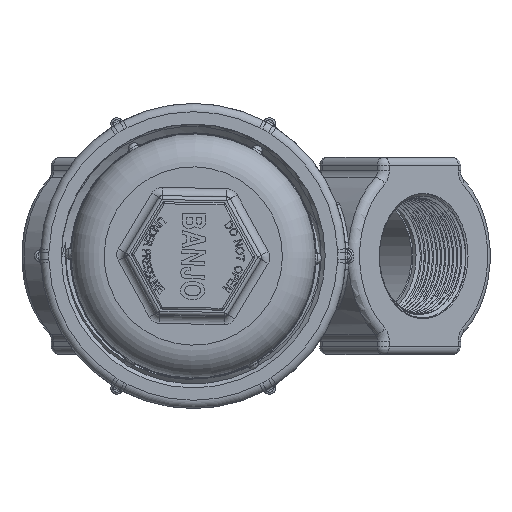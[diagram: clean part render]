
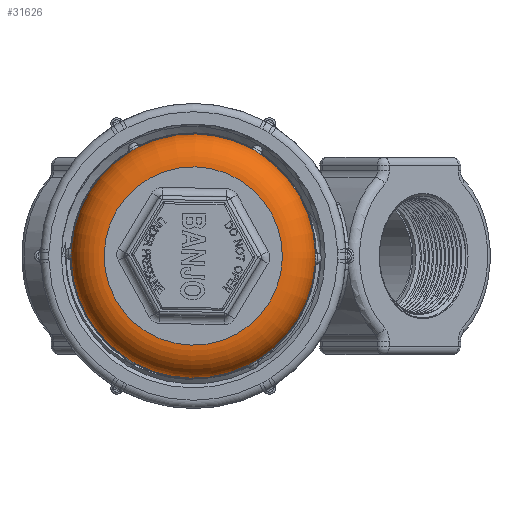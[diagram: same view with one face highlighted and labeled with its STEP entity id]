
A CAD part, front view. The second image highlights one B-rep face of the part: STEP entity #31626.
In plain terms, the highlighted toroidal (fillet/blend) face has major radius 34.319 mm and minor radius 12.7 mm.
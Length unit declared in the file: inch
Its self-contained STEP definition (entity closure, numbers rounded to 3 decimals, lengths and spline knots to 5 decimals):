
#269=TOROIDAL_SURFACE('',#34482,1.35115,0.5);
#2869=FACE_OUTER_BOUND('',#4768,.T.);
#4768=EDGE_LOOP('',(#24413,#24414,#24415,#24416,#24417,#24418,#24419,#24420,
#24421,#24422,#24423,#24424,#24425,#24426,#24427,#24428,#24429,#24430));
#6385=CIRCLE('',#34204,1.85115);
#6386=CIRCLE('',#34205,1.85115);
#6387=CIRCLE('',#34206,1.85115);
#6388=CIRCLE('',#34207,1.85115);
#6389=CIRCLE('',#34208,1.85115);
#6390=CIRCLE('',#34209,1.85115);
#6391=CIRCLE('',#34210,1.85115);
#6421=CIRCLE('',#34260,1.35115);
#6422=CIRCLE('',#34261,1.35115);
#6542=CIRCLE('',#34483,0.5);
#7224=B_SPLINE_CURVE_WITH_KNOTS('',3,(#59441,#59442,#59443,#59444,#59445,
#59446),.UNSPECIFIED.,.F.,.F.,(4,1,1,4),(-0.63023,-0.45016,
-0.2701,0.),.UNSPECIFIED.);
#7227=B_SPLINE_CURVE_WITH_KNOTS('',3,(#59496,#59497,#59498,#59499,#59500,
#59501),.UNSPECIFIED.,.F.,.F.,(4,1,1,4),(-0.63023,-0.45016,
-0.2701,0.),.UNSPECIFIED.);
#7228=B_SPLINE_CURVE_WITH_KNOTS('',3,(#59503,#59504,#59505,#59506,#59507),
 .UNSPECIFIED.,.F.,.F.,(4,1,4),(-2.66043,-2.6155,-2.3454),
 .UNSPECIFIED.);
#7229=B_SPLINE_CURVE_WITH_KNOTS('',3,(#59509,#59510,#59511,#59512,#59513),
 .UNSPECIFIED.,.F.,.F.,(4,1,4),(-2.97563,-2.79557,-2.66043),
 .UNSPECIFIED.);
#7230=B_SPLINE_CURVE_WITH_KNOTS('',3,(#59514,#59515,#59516,#59517,#59518,
#59519),.UNSPECIFIED.,.F.,.F.,(4,1,1,4),(-2.97563,-2.79557,
-2.6155,-2.3454),.UNSPECIFIED.);
#7231=B_SPLINE_CURVE_WITH_KNOTS('',3,(#59520,#59521,#59522,#59523,#59524,
#59525),.UNSPECIFIED.,.F.,.F.,(4,1,1,4),(-2.97563,-2.70553,
-2.52547,-2.3454),.UNSPECIFIED.);
#7232=B_SPLINE_CURVE_WITH_KNOTS('',3,(#59526,#59527,#59528,#59529,#59530,
#59531),.UNSPECIFIED.,.F.,.F.,(4,1,1,4),(-2.97563,-2.70553,
-2.52547,-2.3454),.UNSPECIFIED.);
#13929=VERTEX_POINT('',#58162);
#13930=VERTEX_POINT('',#58164);
#13935=VERTEX_POINT('',#58184);
#13936=VERTEX_POINT('',#58189);
#13941=VERTEX_POINT('',#58210);
#13942=VERTEX_POINT('',#58215);
#13947=VERTEX_POINT('',#58236);
#13948=VERTEX_POINT('',#58241);
#13953=VERTEX_POINT('',#58262);
#13954=VERTEX_POINT('',#58267);
#13959=VERTEX_POINT('',#58288);
#13960=VERTEX_POINT('',#58293);
#13965=VERTEX_POINT('',#58313);
#14010=VERTEX_POINT('',#58597);
#14011=VERTEX_POINT('',#58598);
#14143=VERTEX_POINT('',#59502);
#17574=EDGE_CURVE('',#13929,#13930,#6385,.T.);
#17580=EDGE_CURVE('',#13935,#13936,#6386,.T.);
#17586=EDGE_CURVE('',#13941,#13942,#6387,.T.);
#17592=EDGE_CURVE('',#13947,#13948,#6388,.T.);
#17598=EDGE_CURVE('',#13953,#13954,#6389,.T.);
#17604=EDGE_CURVE('',#13959,#13960,#6390,.T.);
#17610=EDGE_CURVE('',#13965,#13929,#6391,.T.);
#17675=EDGE_CURVE('',#14010,#14011,#6421,.T.);
#17676=EDGE_CURVE('',#14011,#14010,#6422,.T.);
#17909=EDGE_CURVE('',#13948,#13953,#7224,.T.);
#17914=EDGE_CURVE('',#13942,#13947,#7227,.T.);
#17915=EDGE_CURVE('',#14143,#13941,#7228,.T.);
#17916=EDGE_CURVE('',#14143,#14011,#6542,.T.);
#17917=EDGE_CURVE('',#13936,#14143,#7229,.T.);
#17918=EDGE_CURVE('',#13930,#13935,#7230,.T.);
#17919=EDGE_CURVE('',#13960,#13965,#7231,.T.);
#17920=EDGE_CURVE('',#13954,#13959,#7232,.T.);
#24413=ORIENTED_EDGE('',*,*,#17909,.F.);
#24414=ORIENTED_EDGE('',*,*,#17592,.F.);
#24415=ORIENTED_EDGE('',*,*,#17914,.F.);
#24416=ORIENTED_EDGE('',*,*,#17586,.F.);
#24417=ORIENTED_EDGE('',*,*,#17915,.F.);
#24418=ORIENTED_EDGE('',*,*,#17916,.T.);
#24419=ORIENTED_EDGE('',*,*,#17676,.T.);
#24420=ORIENTED_EDGE('',*,*,#17675,.T.);
#24421=ORIENTED_EDGE('',*,*,#17916,.F.);
#24422=ORIENTED_EDGE('',*,*,#17917,.F.);
#24423=ORIENTED_EDGE('',*,*,#17580,.F.);
#24424=ORIENTED_EDGE('',*,*,#17918,.F.);
#24425=ORIENTED_EDGE('',*,*,#17574,.F.);
#24426=ORIENTED_EDGE('',*,*,#17610,.F.);
#24427=ORIENTED_EDGE('',*,*,#17919,.F.);
#24428=ORIENTED_EDGE('',*,*,#17604,.F.);
#24429=ORIENTED_EDGE('',*,*,#17920,.F.);
#24430=ORIENTED_EDGE('',*,*,#17598,.F.);
#31626=ADVANCED_FACE('',(#2869),#269,.T.);
#34204=AXIS2_PLACEMENT_3D('',#58165,#38393,#38394);
#34205=AXIS2_PLACEMENT_3D('',#58190,#38397,#38398);
#34206=AXIS2_PLACEMENT_3D('',#58216,#38401,#38402);
#34207=AXIS2_PLACEMENT_3D('',#58242,#38405,#38406);
#34208=AXIS2_PLACEMENT_3D('',#58268,#38409,#38410);
#34209=AXIS2_PLACEMENT_3D('',#58294,#38413,#38414);
#34210=AXIS2_PLACEMENT_3D('',#58318,#38417,#38418);
#34260=AXIS2_PLACEMENT_3D('',#58599,#38543,#38544);
#34261=AXIS2_PLACEMENT_3D('',#58600,#38545,#38546);
#34482=AXIS2_PLACEMENT_3D('',#59495,#39076,#39077);
#34483=AXIS2_PLACEMENT_3D('',#59508,#39078,#39079);
#38393=DIRECTION('center_axis',(0.,1.,0.));
#38394=DIRECTION('ref_axis',(-1.,0.,0.));
#38397=DIRECTION('center_axis',(0.,1.,0.));
#38398=DIRECTION('ref_axis',(-1.,0.,0.));
#38401=DIRECTION('center_axis',(0.,1.,0.));
#38402=DIRECTION('ref_axis',(-1.,0.,0.));
#38405=DIRECTION('center_axis',(0.,1.,0.));
#38406=DIRECTION('ref_axis',(-1.,0.,0.));
#38409=DIRECTION('center_axis',(0.,1.,0.));
#38410=DIRECTION('ref_axis',(-1.,0.,0.));
#38413=DIRECTION('center_axis',(0.,1.,0.));
#38414=DIRECTION('ref_axis',(-1.,0.,0.));
#38417=DIRECTION('center_axis',(0.,1.,0.));
#38418=DIRECTION('ref_axis',(-1.,0.,0.));
#38543=DIRECTION('center_axis',(0.,1.,0.));
#38544=DIRECTION('ref_axis',(-1.,0.,0.));
#38545=DIRECTION('center_axis',(0.,1.,0.));
#38546=DIRECTION('ref_axis',(-1.,0.,0.));
#39076=DIRECTION('center_axis',(0.,1.,0.));
#39077=DIRECTION('ref_axis',(0.,0.,1.));
#39078=DIRECTION('center_axis',(-1.,0.,0.));
#39079=DIRECTION('ref_axis',(0.,0.,-1.));
#58162=CARTESIAN_POINT('',(1.85115,-2.94,0.));
#58164=CARTESIAN_POINT('',(1.65373,-2.94,-0.83183));
#58165=CARTESIAN_POINT('Origin',(0.,-2.94,0.));
#58184=CARTESIAN_POINT('',(1.54725,-2.94,-1.01625));
#58189=CARTESIAN_POINT('',(0.10647,-2.94,-1.84809));
#58190=CARTESIAN_POINT('Origin',(0.,-2.94,0.));
#58210=CARTESIAN_POINT('',(-0.10647,-2.94,-1.84809));
#58215=CARTESIAN_POINT('',(-1.54725,-2.94,-1.01625));
#58216=CARTESIAN_POINT('Origin',(0.,-2.94,0.));
#58236=CARTESIAN_POINT('',(-1.65373,-2.94,-0.83183));
#58241=CARTESIAN_POINT('',(-1.65373,-2.94,0.83183));
#58242=CARTESIAN_POINT('Origin',(0.,-2.94,0.));
#58262=CARTESIAN_POINT('',(-1.54725,-2.94,1.01625));
#58267=CARTESIAN_POINT('',(-0.10647,-2.94,1.84809));
#58268=CARTESIAN_POINT('Origin',(0.,-2.94,0.));
#58288=CARTESIAN_POINT('',(0.10647,-2.94,1.84809));
#58293=CARTESIAN_POINT('',(1.54725,-2.94,1.01625));
#58294=CARTESIAN_POINT('Origin',(0.,-2.94,0.));
#58313=CARTESIAN_POINT('',(1.65373,-2.94,0.83183));
#58318=CARTESIAN_POINT('Origin',(0.,-2.94,0.));
#58597=CARTESIAN_POINT('',(-1.35115,-3.44,0.));
#58598=CARTESIAN_POINT('',(0.,-3.44,-1.35115));
#58599=CARTESIAN_POINT('Origin',(0.,-3.44,0.));
#58600=CARTESIAN_POINT('Origin',(0.,-3.44,0.));
#59441=CARTESIAN_POINT('Ctrl Pts',(-1.65373,-2.94,
0.83183));
#59442=CARTESIAN_POINT('Ctrl Pts',(-1.64696,-2.95593,0.84529));
#59443=CARTESIAN_POINT('Ctrl Pts',(-1.62773,-2.98081,0.87922));
#59444=CARTESIAN_POINT('Ctrl Pts',(-1.5866,-2.99004,
0.95003));
#59445=CARTESIAN_POINT('Ctrl Pts',(-1.55964,-2.96386,
0.9974));
#59446=CARTESIAN_POINT('Ctrl Pts',(-1.54725,-2.94,
1.01625));
#59495=CARTESIAN_POINT('Origin',(0.,-2.94,0.));
#59496=CARTESIAN_POINT('Ctrl Pts',(-1.54725,-2.94,
-1.01625));
#59497=CARTESIAN_POINT('Ctrl Pts',(-1.55552,-2.95593,
-1.00366));
#59498=CARTESIAN_POINT('Ctrl Pts',(-1.5753,-2.98081,
-0.97004));
#59499=CARTESIAN_POINT('Ctrl Pts',(-1.61605,-2.99004,
-0.89902));
#59500=CARTESIAN_POINT('Ctrl Pts',(-1.64359,-2.96386,
-0.85199));
#59501=CARTESIAN_POINT('Ctrl Pts',(-1.65373,-2.94,
-0.83183));
#59502=CARTESIAN_POINT('',(0.,-2.98459,-1.84916));
#59503=CARTESIAN_POINT('Ctrl Pts',(0.,-2.98446,
-1.84916));
#59504=CARTESIAN_POINT('Ctrl Pts',(-0.00572,-2.98445,
-1.84916));
#59505=CARTESIAN_POINT('Ctrl Pts',(-0.04581,-2.98218,
-1.84915));
#59506=CARTESIAN_POINT('Ctrl Pts',(-0.08395,-2.96386,
-1.84938));
#59507=CARTESIAN_POINT('Ctrl Pts',(-0.10647,-2.94,
-1.84809));
#59508=CARTESIAN_POINT('Origin',(0.,-2.94,-1.35115));
#59509=CARTESIAN_POINT('Ctrl Pts',(0.10647,-2.94,
-1.84809));
#59510=CARTESIAN_POINT('Ctrl Pts',(0.09143,-2.95593,
-1.84895));
#59511=CARTESIAN_POINT('Ctrl Pts',(0.0573,-2.97771,
-1.84923));
#59512=CARTESIAN_POINT('Ctrl Pts',(0.0172,-2.98446,
-1.84917));
#59513=CARTESIAN_POINT('Ctrl Pts',(0.,-2.98446,
-1.84916));
#59514=CARTESIAN_POINT('Ctrl Pts',(1.65373,-2.94,-0.83183));
#59515=CARTESIAN_POINT('Ctrl Pts',(1.64696,-2.95593,-0.84529));
#59516=CARTESIAN_POINT('Ctrl Pts',(1.62773,-2.98081,-0.87922));
#59517=CARTESIAN_POINT('Ctrl Pts',(1.5866,-2.99004,-0.95003));
#59518=CARTESIAN_POINT('Ctrl Pts',(1.55964,-2.96386,-0.9974));
#59519=CARTESIAN_POINT('Ctrl Pts',(1.54725,-2.94,-1.01625));
#59520=CARTESIAN_POINT('Ctrl Pts',(1.54725,-2.94,1.01625));
#59521=CARTESIAN_POINT('Ctrl Pts',(1.55966,-2.9639,0.99736));
#59522=CARTESIAN_POINT('Ctrl Pts',(1.58661,-2.99004,0.95002));
#59523=CARTESIAN_POINT('Ctrl Pts',(1.62773,-2.98083,0.87922));
#59524=CARTESIAN_POINT('Ctrl Pts',(1.64697,-2.9559,0.84527));
#59525=CARTESIAN_POINT('Ctrl Pts',(1.65373,-2.94,0.83183));
#59526=CARTESIAN_POINT('Ctrl Pts',(-0.10647,-2.94,
1.84809));
#59527=CARTESIAN_POINT('Ctrl Pts',(-0.08391,-2.9639,
1.84939));
#59528=CARTESIAN_POINT('Ctrl Pts',(-0.02944,-2.99003,
1.84905));
#59529=CARTESIAN_POINT('Ctrl Pts',(0.05244,-2.98083,
1.84927));
#59530=CARTESIAN_POINT('Ctrl Pts',(0.09146,-2.9559,
1.84895));
#59531=CARTESIAN_POINT('Ctrl Pts',(0.10647,-2.94,
1.84809));
